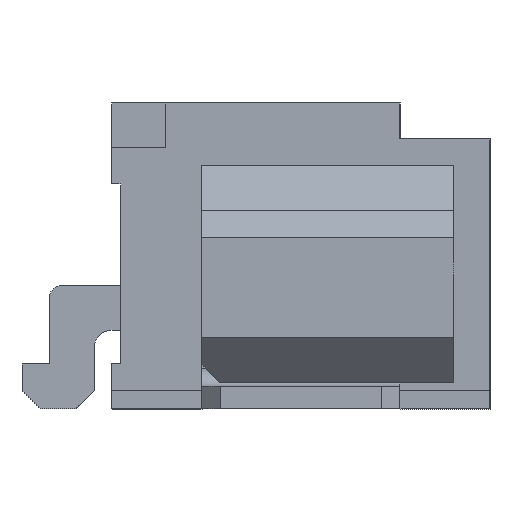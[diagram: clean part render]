
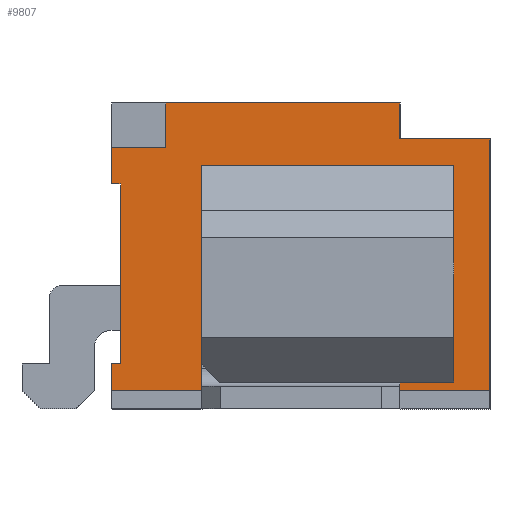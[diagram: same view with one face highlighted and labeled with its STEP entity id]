
A CAD part, left-side view. The second image highlights one B-rep face of the part: STEP entity #9807.
In plain terms, the highlighted planar face has unit normal (-1, 0, 0).
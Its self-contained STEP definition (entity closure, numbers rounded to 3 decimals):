
#13=FACE_BOUND('',#910,.T.);
#393=FACE_OUTER_BOUND('',#909,.T.);
#909=EDGE_LOOP('',(#7617,#7618,#7619,#7620,#7621,#7622,#7623,#7624,#7625,
#7626,#7627,#7628));
#910=EDGE_LOOP('',(#7629,#7630,#7631,#7632));
#1815=LINE('',#14512,#3171);
#1875=LINE('',#14631,#3231);
#1903=LINE('',#14689,#3259);
#1904=LINE('',#14691,#3260);
#1905=LINE('',#14692,#3261);
#1906=LINE('',#14694,#3262);
#1907=LINE('',#14696,#3263);
#1908=LINE('',#14698,#3264);
#1909=LINE('',#14699,#3265);
#1910=LINE('',#14701,#3266);
#1911=LINE('',#14703,#3267);
#1912=LINE('',#14704,#3268);
#1913=LINE('',#14707,#3269);
#1914=LINE('',#14709,#3270);
#1915=LINE('',#14711,#3271);
#1916=LINE('',#14712,#3272);
#3171=VECTOR('',#11861,1000.);
#3231=VECTOR('',#11923,1000.);
#3259=VECTOR('',#11957,1000.);
#3260=VECTOR('',#11958,1000.);
#3261=VECTOR('',#11959,1000.);
#3262=VECTOR('',#11960,1000.);
#3263=VECTOR('',#11961,1000.);
#3264=VECTOR('',#11962,1000.);
#3265=VECTOR('',#11963,1000.);
#3266=VECTOR('',#11964,1000.);
#3267=VECTOR('',#11965,1000.);
#3268=VECTOR('',#11966,1000.);
#3269=VECTOR('',#11967,1000.);
#3270=VECTOR('',#11968,1000.);
#3271=VECTOR('',#11969,1000.);
#3272=VECTOR('',#11970,1000.);
#4344=VERTEX_POINT('',#14509);
#4345=VERTEX_POINT('',#14511);
#4402=VERTEX_POINT('',#14628);
#4403=VERTEX_POINT('',#14630);
#4429=VERTEX_POINT('',#14687);
#4430=VERTEX_POINT('',#14688);
#4431=VERTEX_POINT('',#14690);
#4432=VERTEX_POINT('',#14693);
#4433=VERTEX_POINT('',#14695);
#4434=VERTEX_POINT('',#14697);
#4435=VERTEX_POINT('',#14700);
#4436=VERTEX_POINT('',#14702);
#4437=VERTEX_POINT('',#14705);
#4438=VERTEX_POINT('',#14706);
#4439=VERTEX_POINT('',#14708);
#4440=VERTEX_POINT('',#14710);
#5491=EDGE_CURVE('',#4345,#4344,#1815,.T.);
#5551=EDGE_CURVE('',#4402,#4403,#1875,.T.);
#5579=EDGE_CURVE('',#4429,#4430,#1903,.T.);
#5580=EDGE_CURVE('',#4431,#4429,#1904,.T.);
#5581=EDGE_CURVE('',#4403,#4431,#1905,.T.);
#5582=EDGE_CURVE('',#4432,#4402,#1906,.T.);
#5583=EDGE_CURVE('',#4433,#4432,#1907,.T.);
#5584=EDGE_CURVE('',#4434,#4433,#1908,.T.);
#5585=EDGE_CURVE('',#4345,#4434,#1909,.T.);
#5586=EDGE_CURVE('',#4344,#4435,#1910,.T.);
#5587=EDGE_CURVE('',#4436,#4435,#1911,.T.);
#5588=EDGE_CURVE('',#4436,#4430,#1912,.T.);
#5589=EDGE_CURVE('',#4437,#4438,#1913,.T.);
#5590=EDGE_CURVE('',#4439,#4437,#1914,.T.);
#5591=EDGE_CURVE('',#4439,#4440,#1915,.T.);
#5592=EDGE_CURVE('',#4440,#4438,#1916,.T.);
#7617=ORIENTED_EDGE('',*,*,#5579,.F.);
#7618=ORIENTED_EDGE('',*,*,#5580,.F.);
#7619=ORIENTED_EDGE('',*,*,#5581,.F.);
#7620=ORIENTED_EDGE('',*,*,#5551,.F.);
#7621=ORIENTED_EDGE('',*,*,#5582,.F.);
#7622=ORIENTED_EDGE('',*,*,#5583,.F.);
#7623=ORIENTED_EDGE('',*,*,#5584,.F.);
#7624=ORIENTED_EDGE('',*,*,#5585,.F.);
#7625=ORIENTED_EDGE('',*,*,#5491,.T.);
#7626=ORIENTED_EDGE('',*,*,#5586,.T.);
#7627=ORIENTED_EDGE('',*,*,#5587,.F.);
#7628=ORIENTED_EDGE('',*,*,#5588,.T.);
#7629=ORIENTED_EDGE('',*,*,#5589,.F.);
#7630=ORIENTED_EDGE('',*,*,#5590,.F.);
#7631=ORIENTED_EDGE('',*,*,#5591,.T.);
#7632=ORIENTED_EDGE('',*,*,#5592,.T.);
#9299=PLANE('',#10389);
#9807=ADVANCED_FACE('',(#393,#13),#9299,.F.);
#10389=AXIS2_PLACEMENT_3D('',#14686,#11955,#11956);
#11861=DIRECTION('',(0.,-1.,0.));
#11923=DIRECTION('',(0.,0.,1.));
#11955=DIRECTION('center_axis',(1.,0.,0.));
#11956=DIRECTION('ref_axis',(0.,0.,-1.));
#11957=DIRECTION('',(0.,-1.,0.));
#11958=DIRECTION('',(0.,0.,1.));
#11959=DIRECTION('',(0.,-1.,0.));
#11960=DIRECTION('',(0.,1.,0.));
#11961=DIRECTION('',(0.,0.,1.));
#11962=DIRECTION('',(0.,-1.,0.));
#11963=DIRECTION('',(0.,0.,1.));
#11964=DIRECTION('',(0.,0.,1.));
#11965=DIRECTION('',(0.,-1.,0.));
#11966=DIRECTION('',(0.,0.,1.));
#11967=DIRECTION('',(0.,0.,1.));
#11968=DIRECTION('',(0.,-1.,0.));
#11969=DIRECTION('',(0.,0.,1.));
#11970=DIRECTION('',(0.,-1.,0.));
#14509=CARTESIAN_POINT('',(-7.125,-2.1,0.2));
#14511=CARTESIAN_POINT('',(-7.125,2.1,0.2));
#14512=CARTESIAN_POINT('',(-7.125,2.1,0.2));
#14628=CARTESIAN_POINT('',(-7.125,2.1,2.5));
#14630=CARTESIAN_POINT('',(-7.125,2.1,2.9));
#14631=CARTESIAN_POINT('',(-7.125,2.1,3.4));
#14686=CARTESIAN_POINT('Origin',(-7.125,2.1,3.4));
#14687=CARTESIAN_POINT('',(-7.125,1.5,3.4));
#14688=CARTESIAN_POINT('',(-7.125,-1.1,3.4));
#14689=CARTESIAN_POINT('',(-7.125,2.1,3.4));
#14690=CARTESIAN_POINT('',(-7.125,1.5,2.9));
#14691=CARTESIAN_POINT('',(-7.125,1.5,2.9));
#14692=CARTESIAN_POINT('',(-7.125,1.5,2.9));
#14693=CARTESIAN_POINT('',(-7.125,2.,2.5));
#14694=CARTESIAN_POINT('',(-7.125,2.1,2.5));
#14695=CARTESIAN_POINT('',(-7.125,2.,0.5));
#14696=CARTESIAN_POINT('',(-7.125,2.,2.5));
#14697=CARTESIAN_POINT('',(-7.125,2.1,0.5));
#14698=CARTESIAN_POINT('',(-7.125,2.1,0.5));
#14699=CARTESIAN_POINT('',(-7.125,2.1,3.4));
#14700=CARTESIAN_POINT('',(-7.125,-2.1,3.));
#14701=CARTESIAN_POINT('',(-7.125,-2.1,3.4));
#14702=CARTESIAN_POINT('',(-7.125,-1.1,3.));
#14703=CARTESIAN_POINT('',(-7.125,-2.1,3.));
#14704=CARTESIAN_POINT('',(-7.125,-1.1,3.));
#14705=CARTESIAN_POINT('',(-7.125,-1.7,0.3));
#14706=CARTESIAN_POINT('',(-7.125,-1.7,2.7));
#14707=CARTESIAN_POINT('',(-7.125,-1.7,0.3));
#14708=CARTESIAN_POINT('',(-7.125,1.1,0.3));
#14709=CARTESIAN_POINT('',(-7.125,1.1,0.3));
#14710=CARTESIAN_POINT('',(-7.125,1.1,2.7));
#14711=CARTESIAN_POINT('',(-7.125,1.1,0.3));
#14712=CARTESIAN_POINT('',(-7.125,1.1,2.7));
